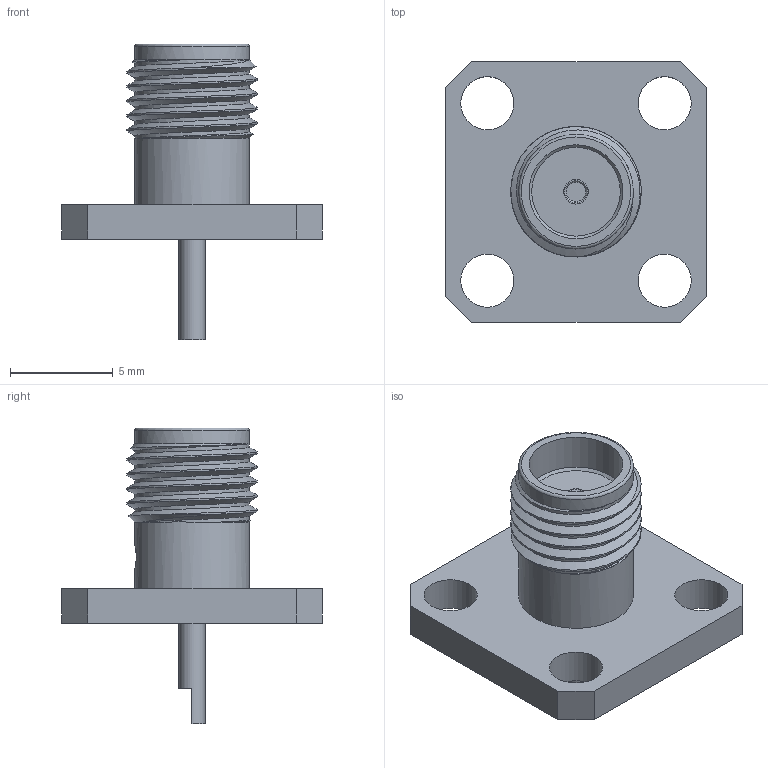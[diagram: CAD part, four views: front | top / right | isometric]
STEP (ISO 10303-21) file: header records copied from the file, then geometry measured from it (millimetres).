
FILE_DESCRIPTION (( 'STEP AP203' ), '1' );
FILE_NAME ('SC7505_3D.step', '2021-07-29T17:49:08', ( '' ), ( '' ), 'SwSTEP 2.0', 'SolidWorks 2021', '' );
FILE_SCHEMA (( 'CONFIG_CONTROL_DESIGN' ));
Length unit declared in the file: inch
Products named in the file (1): SC7505_3D
Bounding box: 12.7 x 12.7 x 14.4 mm (x, y, z)
Volume: 405 mm3; surface area: 654.2 mm2
Topology: 1 solids, 1 shells, 45 faces, 102 edges, 67 vertices
Faces by surface type: plane 22, cylinder 14, cone 5, bspline 3, torus 1
Full cylindrical faces by diameter (mm): 0.787 x1, 0.94 x1, 1.194 x2, 1.27 x2, 2.591 x4, 4.572 x1, 5.582 x2
Entity records: 2345 total; most frequent: CARTESIAN_POINT 1362, DIRECTION 182, ORIENTED_EDGE 156, EDGE_LOOP 78, EDGE_CURVE 78, AXIS2_PLACEMENT_3D 75, VERTEX_POINT 60, FACE_OUTER_BOUND 59
